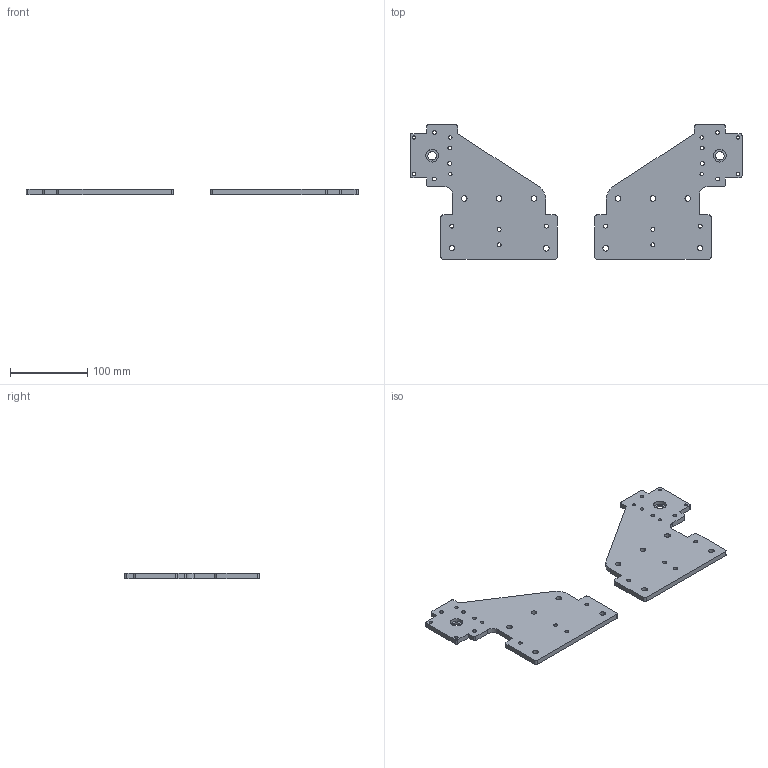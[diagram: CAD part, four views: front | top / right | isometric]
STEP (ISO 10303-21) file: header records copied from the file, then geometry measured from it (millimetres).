
FILE_DESCRIPTION(/* description */ (''),/* implementation_level */ '2;1');
FILE_NAME(/* name */ 'cb_yp.step',/* time_stamp */ '2016-07-02T20:15:33-04:00',/* author */ (''),/* organization */ (''),/* preprocessor_version */ 'ST-DEVELOPER v16.5',/* originating_system */ 'Autodesk Translation Framework v5.1.0.3141',/* authorisation */ '');
FILE_SCHEMA (('AUTOMOTIVE_DESIGN { 1 0 10303 214 3 1 1 }'));
Length unit declared in the file: centimetre
Products named in the file (1): cb_yp v3
Bounding box: 428.52 x 173.57 x 6.5 mm (x, y, z)
Volume: 264714.4 mm3; surface area: 95121.9 mm2
Topology: 2 solids, 2 shells, 98 faces, 276 edges, 184 vertices
Faces by surface type: cylinder 60, plane 38
Full cylindrical faces by diameter (mm): 4.2 x8, 5.02 x8, 5.1 x8, 7.2 x10, 11 x2, 16.15 x2
Entity records: 3197 total; most frequent: DIRECTION 556, CARTESIAN_POINT 521, ORIENTED_EDGE 476, EDGE_CURVE 238, AXIS2_PLACEMENT_3D 219, EDGE_LOOP 210, VERTEX_POINT 184, CIRCLE 120
